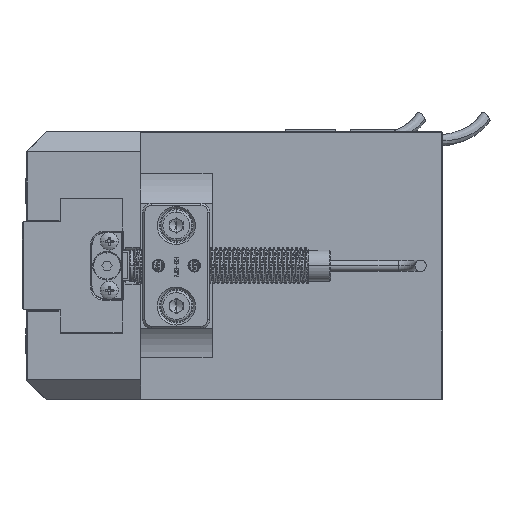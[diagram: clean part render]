
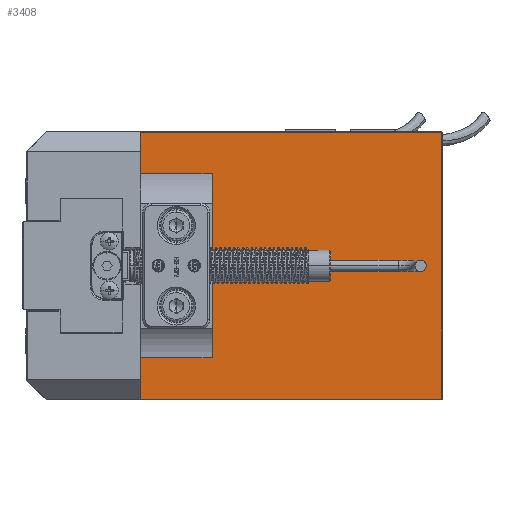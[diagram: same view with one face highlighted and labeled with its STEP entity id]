
A CAD part, left-side view. The second image highlights one B-rep face of the part: STEP entity #3408.
In plain terms, the highlighted planar face has unit normal (-1, 0, 0).
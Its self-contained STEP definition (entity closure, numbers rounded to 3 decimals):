
#3408 = ADVANCED_FACE ( 'NONE', ( #17902 ), #83099, .F. ) ;
#3700 = EDGE_CURVE ( 'NONE', #12152, #6971, #71589, .T. ) ;
#5755 = CARTESIAN_POINT ( 'NONE',  ( -50., 51.5, -20.614 ) ) ;
#6971 = VERTEX_POINT ( 'NONE', #97153 ) ;
#9077 = CARTESIAN_POINT ( 'NONE',  ( -50., 0., -29.85 ) ) ;
#12152 = VERTEX_POINT ( 'NONE', #79878 ) ;
#13845 = ORIENTED_EDGE ( 'NONE', *, *, #51648, .T. ) ;
#15211 = DIRECTION ( 'NONE',  ( 0., 0., -1. ) ) ;
#15703 = LINE ( 'NONE', #109097, #114509 ) ;
#15868 = EDGE_CURVE ( 'NONE', #25136, #18175, #15703, .T. ) ;
#16518 = DIRECTION ( 'NONE',  ( 0., 1., 0. ) ) ;
#17902 = FACE_OUTER_BOUND ( 'NONE', #18154, .T. ) ;
#18154 = EDGE_LOOP ( 'NONE', ( #64308, #13845, #52798, #53834, #37703, #57141, #26577, #104506 ) ) ;
#18175 = VERTEX_POINT ( 'NONE', #114236 ) ;
#18817 = DIRECTION ( 'NONE',  ( 0., -1., 0. ) ) ;
#22257 = VECTOR ( 'NONE', #86693, 1000. ) ;
#23165 = EDGE_CURVE ( 'NONE', #12152, #25136, #45504, .T. ) ;
#23351 = CARTESIAN_POINT ( 'NONE',  ( -50., 67.5, -30. ) ) ;
#25136 = VERTEX_POINT ( 'NONE', #61227 ) ;
#26497 = EDGE_CURVE ( 'NONE', #18175, #60573, #99001, .T. ) ;
#26577 = ORIENTED_EDGE ( 'NONE', *, *, #15868, .T. ) ;
#27370 = VECTOR ( 'NONE', #78936, 1000. ) ;
#29873 = CARTESIAN_POINT ( 'NONE',  ( -50., 67.5, -30. ) ) ;
#29903 = CARTESIAN_POINT ( 'NONE',  ( -50., 67.5, 29.85 ) ) ;
#30034 = LINE ( 'NONE', #44468, #51775 ) ;
#36742 = DIRECTION ( 'NONE',  ( 0., 0., -1. ) ) ;
#37703 = ORIENTED_EDGE ( 'NONE', *, *, #3700, .F. ) ;
#42752 = EDGE_CURVE ( 'NONE', #62708, #99680, #70323, .T. ) ;
#43865 = VECTOR ( 'NONE', #80645, 1000. ) ;
#44468 = CARTESIAN_POINT ( 'NONE',  ( -50., 0., -20.614 ) ) ;
#45504 = LINE ( 'NONE', #9077, #48398 ) ;
#48398 = VECTOR ( 'NONE', #18817, 1000. ) ;
#49480 = VECTOR ( 'NONE', #117723, 1000. ) ;
#51648 = EDGE_CURVE ( 'NONE', #81903, #62708, #80303, .T. ) ;
#51775 = VECTOR ( 'NONE', #16518, 1000. ) ;
#52798 = ORIENTED_EDGE ( 'NONE', *, *, #42752, .T. ) ;
#53834 = ORIENTED_EDGE ( 'NONE', *, *, #63111, .T. ) ;
#57141 = ORIENTED_EDGE ( 'NONE', *, *, #23165, .T. ) ;
#60573 = VERTEX_POINT ( 'NONE', #29903 ) ;
#61227 = CARTESIAN_POINT ( 'NONE',  ( -50., 0.15, -29.85 ) ) ;
#61903 = EDGE_CURVE ( 'NONE', #81903, #60573, #101474, .T. ) ;
#62708 = VERTEX_POINT ( 'NONE', #110812 ) ;
#63111 = EDGE_CURVE ( 'NONE', #99680, #6971, #30034, .T. ) ;
#64308 = ORIENTED_EDGE ( 'NONE', *, *, #61903, .F. ) ;
#64384 = CARTESIAN_POINT ( 'NONE',  ( -50., 0., -30. ) ) ;
#70323 = LINE ( 'NONE', #70770, #116916 ) ;
#70770 = CARTESIAN_POINT ( 'NONE',  ( -50., 51.5, 14. ) ) ;
#70775 = AXIS2_PLACEMENT_3D ( 'NONE', #64384, #92469, #36742 ) ;
#71589 = LINE ( 'NONE', #29873, #22257 ) ;
#72848 = DIRECTION ( 'NONE',  ( 0., 0., 1. ) ) ;
#78936 = DIRECTION ( 'NONE',  ( 0., 0., 1. ) ) ;
#79855 = CARTESIAN_POINT ( 'NONE',  ( -50., 0., 20.614 ) ) ;
#79878 = CARTESIAN_POINT ( 'NONE',  ( -50., 67.5, -29.85 ) ) ;
#80303 = LINE ( 'NONE', #79855, #43865 ) ;
#80645 = DIRECTION ( 'NONE',  ( 0., -1., 0. ) ) ;
#81903 = VERTEX_POINT ( 'NONE', #95751 ) ;
#83099 = PLANE ( 'NONE',  #70775 ) ;
#86693 = DIRECTION ( 'NONE',  ( 0., 0., 1. ) ) ;
#92469 = DIRECTION ( 'NONE',  ( 1., 0., 0. ) ) ;
#95751 = CARTESIAN_POINT ( 'NONE',  ( -50., 67.5, 20.614 ) ) ;
#97153 = CARTESIAN_POINT ( 'NONE',  ( -50., 67.5, -20.614 ) ) ;
#99001 = LINE ( 'NONE', #99019, #49480 ) ;
#99019 = CARTESIAN_POINT ( 'NONE',  ( -50., 0., 29.85 ) ) ;
#99680 = VERTEX_POINT ( 'NONE', #5755 ) ;
#101474 = LINE ( 'NONE', #23351, #27370 ) ;
#104506 = ORIENTED_EDGE ( 'NONE', *, *, #26497, .T. ) ;
#109097 = CARTESIAN_POINT ( 'NONE',  ( -50., 0.15, -30. ) ) ;
#110812 = CARTESIAN_POINT ( 'NONE',  ( -50., 51.5, 20.614 ) ) ;
#114236 = CARTESIAN_POINT ( 'NONE',  ( -50., 0.15, 29.85 ) ) ;
#114509 = VECTOR ( 'NONE', #72848, 1000. ) ;
#116916 = VECTOR ( 'NONE', #15211, 1000. ) ;
#117723 = DIRECTION ( 'NONE',  ( 0., 1., 0. ) ) ;
